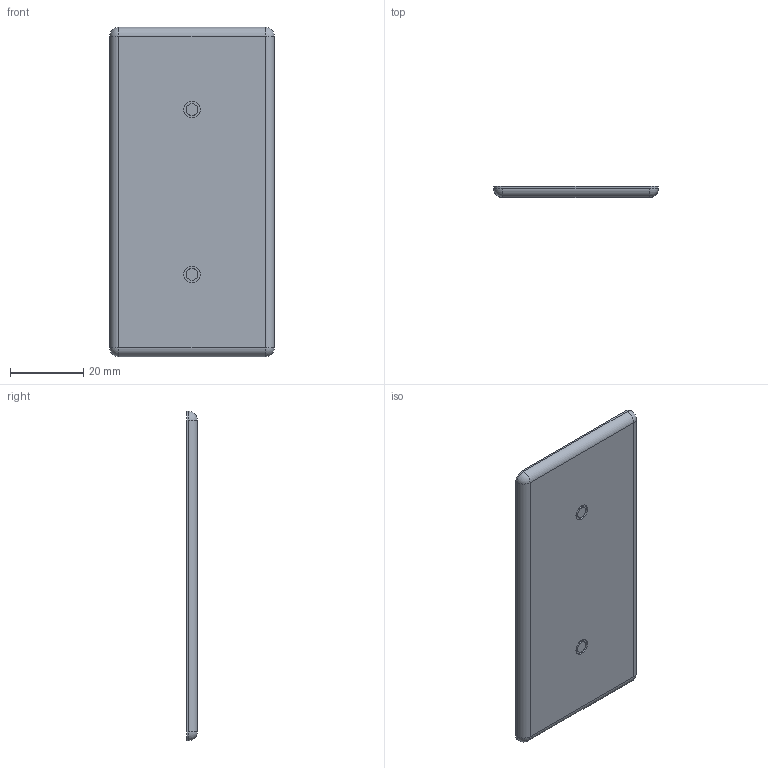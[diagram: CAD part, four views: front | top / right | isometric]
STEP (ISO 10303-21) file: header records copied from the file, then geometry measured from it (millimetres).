
FILE_DESCRIPTION(('STEP AP214'),'1');
FILE_NAME('cctmp_8EEB7FED-DA59-4BEA-8732-0CB034156FCD_2020_10_29_13_29_1_157..stp','2020-10-29T12:29:01',('MiniTec Maschinenbau GmbH & Co.KG'),('CADClick - www.CADClick.com'),'Spatial InterOp 3D',' ','unknown authorization');
FILE_SCHEMA(('AUTOMOTIVE_DESIGN'));
Length unit declared in the file: millimetre
Products named in the file (1): 22.1007/1
Bounding box: 45 x 3 x 90 mm (x, y, z)
Volume: 11774.4 mm3; surface area: 8622.7 mm2
Topology: 1 solids, 1 shells, 30 faces, 64 edges, 36 vertices
Faces by surface type: cylinder 16, plane 10, sphere 4
Entity records: 1044 total; most frequent: DIRECTION 154, CARTESIAN_POINT 127, ORIENTED_EDGE 120, AXIS2_PLACEMENT_3D 63, EDGE_CURVE 60, VERTEX_POINT 36, EDGE_LOOP 34, CIRCLE 32
